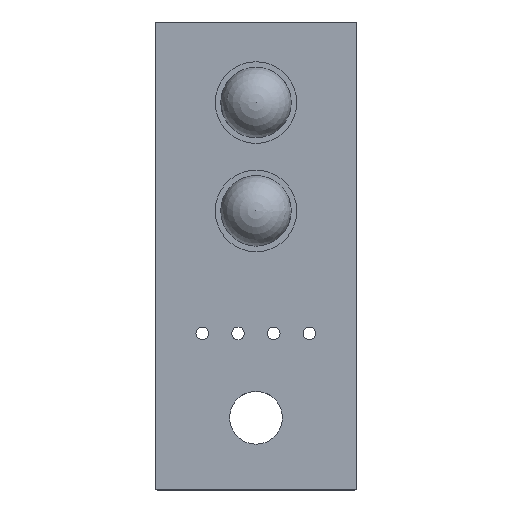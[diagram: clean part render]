
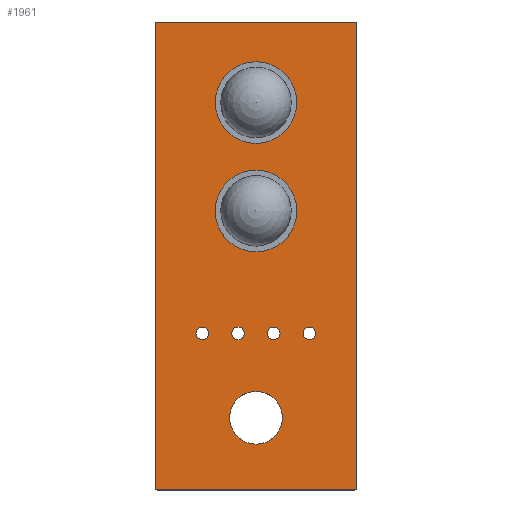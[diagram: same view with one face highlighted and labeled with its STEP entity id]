
A CAD part, top view. The second image highlights one B-rep face of the part: STEP entity #1961.
In plain terms, the highlighted planar face has unit normal (0, 0, 1).
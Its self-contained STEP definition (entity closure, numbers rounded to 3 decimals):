
#1372 = VERTEX_POINT('',#1373);
#1373 = CARTESIAN_POINT('',(0.,-0.127,0.
    ));
#1379 = EDGE_CURVE('',#1372,#1380,#1382,.T.);
#1380 = VERTEX_POINT('',#1381);
#1381 = CARTESIAN_POINT('',(-0.127,0.,0.)
  );
#1382 = CIRCLE('',#1383,0.126);
#1383 = AXIS2_PLACEMENT_3D('',#1384,#1385,#1386);
#1384 = CARTESIAN_POINT('',(-0.001,-0.001,
    0.));
#1385 = DIRECTION('',(0.,0.,-1.));
#1386 = DIRECTION('',(0.005,-1.,0.));
#1412 = EDGE_CURVE('',#1380,#1413,#1415,.T.);
#1413 = VERTEX_POINT('',#1414);
#1414 = CARTESIAN_POINT('',(-0.127,33.,0.));
#1415 = LINE('',#1416,#1417);
#1416 = CARTESIAN_POINT('',(-0.127,0.,0.));
#1417 = VECTOR('',#1418,1.);
#1418 = DIRECTION('',(0.,1.,0.));
#1443 = EDGE_CURVE('',#1413,#1444,#1446,.T.);
#1444 = VERTEX_POINT('',#1445);
#1445 = CARTESIAN_POINT('',(0.,33.127,0.)
  );
#1446 = CIRCLE('',#1447,0.126);
#1447 = AXIS2_PLACEMENT_3D('',#1448,#1449,#1450);
#1448 = CARTESIAN_POINT('',(-0.001,33.001,0.
    ));
#1449 = DIRECTION('',(0.,0.,-1.));
#1450 = DIRECTION('',(-1.,-0.005,0.));
#1476 = EDGE_CURVE('',#1444,#1477,#1479,.T.);
#1477 = VERTEX_POINT('',#1478);
#1478 = CARTESIAN_POINT('',(14.,33.127,0.));
#1479 = LINE('',#1480,#1481);
#1480 = CARTESIAN_POINT('',(0.,33.127,0.));
#1481 = VECTOR('',#1482,1.);
#1482 = DIRECTION('',(1.,0.,0.));
#1507 = EDGE_CURVE('',#1477,#1508,#1510,.T.);
#1508 = VERTEX_POINT('',#1509);
#1509 = CARTESIAN_POINT('',(14.127,32.999,0.));
#1510 = CIRCLE('',#1511,0.126);
#1511 = AXIS2_PLACEMENT_3D('',#1512,#1513,#1514);
#1512 = CARTESIAN_POINT('',(14.001,33.001,0.));
#1513 = DIRECTION('',(0.,0.,-1.));
#1514 = DIRECTION('',(-0.005,1.,0.));
#1540 = EDGE_CURVE('',#1508,#1541,#1543,.T.);
#1541 = VERTEX_POINT('',#1542);
#1542 = CARTESIAN_POINT('',(14.127,0.,0.)
  );
#1543 = LINE('',#1544,#1545);
#1544 = CARTESIAN_POINT('',(14.127,32.999,0.));
#1545 = VECTOR('',#1546,1.);
#1546 = DIRECTION('',(0.,-1.,0.));
#1571 = EDGE_CURVE('',#1541,#1572,#1574,.T.);
#1572 = VERTEX_POINT('',#1573);
#1573 = CARTESIAN_POINT('',(14.,-0.127,0.));
#1574 = CIRCLE('',#1575,0.126);
#1575 = AXIS2_PLACEMENT_3D('',#1576,#1577,#1578);
#1576 = CARTESIAN_POINT('',(14.001,-0.001,0.
    ));
#1577 = DIRECTION('',(0.,0.,-1.));
#1578 = DIRECTION('',(1.,0.005,0.));
#1604 = EDGE_CURVE('',#1572,#1372,#1605,.T.);
#1605 = LINE('',#1606,#1607);
#1606 = CARTESIAN_POINT('',(14.,-0.127,0.));
#1607 = VECTOR('',#1608,1.);
#1608 = DIRECTION('',(-1.,0.,0.));
#1628 = VERTEX_POINT('',#1629);
#1629 = CARTESIAN_POINT('',(3.63,11.,0.));
#1635 = EDGE_CURVE('',#1628,#1628,#1636,.T.);
#1636 = CIRCLE('',#1637,0.45);
#1637 = AXIS2_PLACEMENT_3D('',#1638,#1639,#1640);
#1638 = CARTESIAN_POINT('',(3.18,11.,0.));
#1639 = DIRECTION('',(0.,0.,1.));
#1640 = DIRECTION('',(1.,0.,0.));
#1661 = VERTEX_POINT('',#1662);
#1662 = CARTESIAN_POINT('',(8.875,5.,0.));
#1668 = EDGE_CURVE('',#1661,#1661,#1669,.T.);
#1669 = CIRCLE('',#1670,1.875);
#1670 = AXIS2_PLACEMENT_3D('',#1671,#1672,#1673);
#1671 = CARTESIAN_POINT('',(7.,5.,0.));
#1672 = DIRECTION('',(0.,0.,1.));
#1673 = DIRECTION('',(1.,0.,0.));
#1694 = VERTEX_POINT('',#1695);
#1695 = CARTESIAN_POINT('',(6.28,27.4,0.));
#1701 = EDGE_CURVE('',#1694,#1694,#1702,.T.);
#1702 = CIRCLE('',#1703,0.55);
#1703 = AXIS2_PLACEMENT_3D('',#1704,#1705,#1706);
#1704 = CARTESIAN_POINT('',(5.73,27.4,0.));
#1705 = DIRECTION('',(0.,0.,1.));
#1706 = DIRECTION('',(1.,0.,0.));
#1727 = VERTEX_POINT('',#1728);
#1728 = CARTESIAN_POINT('',(6.28,19.7,0.));
#1734 = EDGE_CURVE('',#1727,#1727,#1735,.T.);
#1735 = CIRCLE('',#1736,0.55);
#1736 = AXIS2_PLACEMENT_3D('',#1737,#1738,#1739);
#1737 = CARTESIAN_POINT('',(5.73,19.7,0.));
#1738 = DIRECTION('',(0.,0.,1.));
#1739 = DIRECTION('',(1.,0.,0.));
#1760 = VERTEX_POINT('',#1761);
#1761 = CARTESIAN_POINT('',(6.17,11.,0.));
#1767 = EDGE_CURVE('',#1760,#1760,#1768,.T.);
#1768 = CIRCLE('',#1769,0.45);
#1769 = AXIS2_PLACEMENT_3D('',#1770,#1771,#1772);
#1770 = CARTESIAN_POINT('',(5.72,11.,0.));
#1771 = DIRECTION('',(0.,0.,1.));
#1772 = DIRECTION('',(1.,0.,0.));
#1793 = VERTEX_POINT('',#1794);
#1794 = CARTESIAN_POINT('',(8.71,11.,0.));
#1800 = EDGE_CURVE('',#1793,#1793,#1801,.T.);
#1801 = CIRCLE('',#1802,0.45);
#1802 = AXIS2_PLACEMENT_3D('',#1803,#1804,#1805);
#1803 = CARTESIAN_POINT('',(8.26,11.,0.));
#1804 = DIRECTION('',(0.,0.,1.));
#1805 = DIRECTION('',(1.,0.,0.));
#1826 = VERTEX_POINT('',#1827);
#1827 = CARTESIAN_POINT('',(8.82,27.4,0.));
#1833 = EDGE_CURVE('',#1826,#1826,#1834,.T.);
#1834 = CIRCLE('',#1835,0.55);
#1835 = AXIS2_PLACEMENT_3D('',#1836,#1837,#1838);
#1836 = CARTESIAN_POINT('',(8.27,27.4,0.));
#1837 = DIRECTION('',(0.,0.,1.));
#1838 = DIRECTION('',(1.,0.,0.));
#1859 = VERTEX_POINT('',#1860);
#1860 = CARTESIAN_POINT('',(11.25,11.,0.));
#1866 = EDGE_CURVE('',#1859,#1859,#1867,.T.);
#1867 = CIRCLE('',#1868,0.45);
#1868 = AXIS2_PLACEMENT_3D('',#1869,#1870,#1871);
#1869 = CARTESIAN_POINT('',(10.8,11.,0.));
#1870 = DIRECTION('',(0.,0.,1.));
#1871 = DIRECTION('',(1.,0.,0.));
#1892 = VERTEX_POINT('',#1893);
#1893 = CARTESIAN_POINT('',(8.82,19.7,0.));
#1899 = EDGE_CURVE('',#1892,#1892,#1900,.T.);
#1900 = CIRCLE('',#1901,0.55);
#1901 = AXIS2_PLACEMENT_3D('',#1902,#1903,#1904);
#1902 = CARTESIAN_POINT('',(8.27,19.7,0.));
#1903 = DIRECTION('',(0.,0.,1.));
#1904 = DIRECTION('',(1.,0.,0.));
#1961 = ADVANCED_FACE('',(#1962,#1972,#1975,#1978,#1981,#1984,#1987,
    #1990,#1993,#1996),#1999,.T.);
#1962 = FACE_BOUND('',#1963,.F.);
#1963 = EDGE_LOOP('',(#1964,#1965,#1966,#1967,#1968,#1969,#1970,#1971));
#1964 = ORIENTED_EDGE('',*,*,#1379,.T.);
#1965 = ORIENTED_EDGE('',*,*,#1412,.T.);
#1966 = ORIENTED_EDGE('',*,*,#1443,.T.);
#1967 = ORIENTED_EDGE('',*,*,#1476,.T.);
#1968 = ORIENTED_EDGE('',*,*,#1507,.T.);
#1969 = ORIENTED_EDGE('',*,*,#1540,.T.);
#1970 = ORIENTED_EDGE('',*,*,#1571,.T.);
#1971 = ORIENTED_EDGE('',*,*,#1604,.T.);
#1972 = FACE_BOUND('',#1973,.T.);
#1973 = EDGE_LOOP('',(#1974));
#1974 = ORIENTED_EDGE('',*,*,#1635,.F.);
#1975 = FACE_BOUND('',#1976,.T.);
#1976 = EDGE_LOOP('',(#1977));
#1977 = ORIENTED_EDGE('',*,*,#1668,.F.);
#1978 = FACE_BOUND('',#1979,.T.);
#1979 = EDGE_LOOP('',(#1980));
#1980 = ORIENTED_EDGE('',*,*,#1701,.F.);
#1981 = FACE_BOUND('',#1982,.T.);
#1982 = EDGE_LOOP('',(#1983));
#1983 = ORIENTED_EDGE('',*,*,#1734,.F.);
#1984 = FACE_BOUND('',#1985,.T.);
#1985 = EDGE_LOOP('',(#1986));
#1986 = ORIENTED_EDGE('',*,*,#1767,.F.);
#1987 = FACE_BOUND('',#1988,.T.);
#1988 = EDGE_LOOP('',(#1989));
#1989 = ORIENTED_EDGE('',*,*,#1800,.F.);
#1990 = FACE_BOUND('',#1991,.T.);
#1991 = EDGE_LOOP('',(#1992));
#1992 = ORIENTED_EDGE('',*,*,#1833,.F.);
#1993 = FACE_BOUND('',#1994,.T.);
#1994 = EDGE_LOOP('',(#1995));
#1995 = ORIENTED_EDGE('',*,*,#1866,.F.);
#1996 = FACE_BOUND('',#1997,.T.);
#1997 = EDGE_LOOP('',(#1998));
#1998 = ORIENTED_EDGE('',*,*,#1899,.F.);
#1999 = PLANE('',#2000);
#2000 = AXIS2_PLACEMENT_3D('',#2001,#2002,#2003);
#2001 = CARTESIAN_POINT('',(0.,-0.127,0.
    ));
#2002 = DIRECTION('',(0.,0.,1.));
#2003 = DIRECTION('',(1.,0.,0.));
